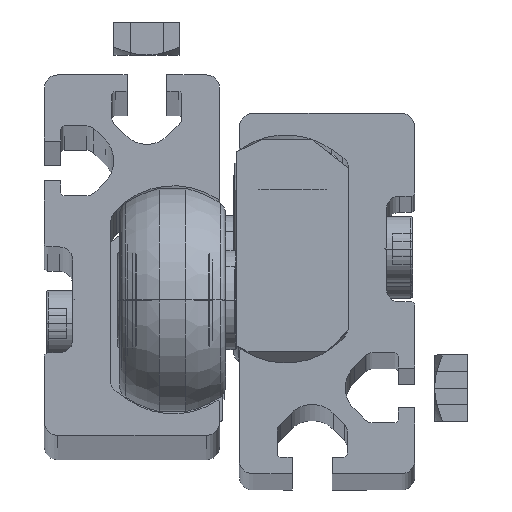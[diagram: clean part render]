
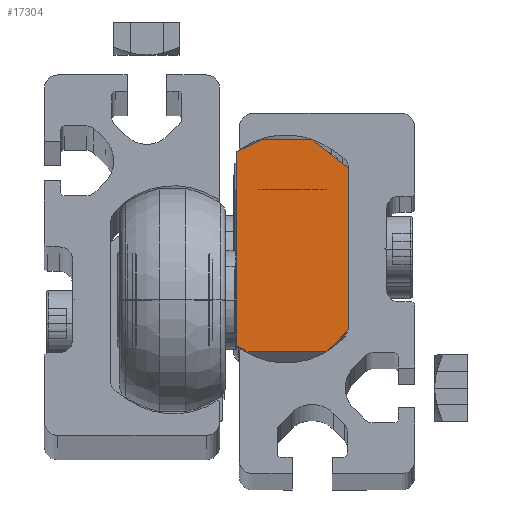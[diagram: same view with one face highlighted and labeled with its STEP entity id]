
A CAD part, top view. The second image highlights one B-rep face of the part: STEP entity #17304.
In plain terms, the highlighted face is planar.
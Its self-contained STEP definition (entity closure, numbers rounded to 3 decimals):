
#406 = DIRECTION ( 'NONE',  ( 0., 0., -1. ) ) ;
#816 = VERTEX_POINT ( 'NONE', #16396 ) ;
#1098 = DIRECTION ( 'NONE',  ( -1., 0., 0. ) ) ;
#1241 = ORIENTED_EDGE ( 'NONE', *, *, #13373, .T. ) ;
#1360 = ORIENTED_EDGE ( 'NONE', *, *, #6061, .T. ) ;
#1602 = LINE ( 'NONE', #8216, #3386 ) ;
#1657 = EDGE_CURVE ( 'NONE', #15328, #14381, #18619, .T. ) ;
#1908 = EDGE_CURVE ( 'NONE', #5961, #816, #9848, .T. ) ;
#2125 = CARTESIAN_POINT ( 'NONE',  ( -19., -15.5, 5.2 ) ) ;
#2672 = EDGE_LOOP ( 'NONE', ( #1241, #7589, #3297, #6382, #18339, #3582, #2759, #1360 ) ) ;
#2759 = ORIENTED_EDGE ( 'NONE', *, *, #20298, .F. ) ;
#3080 = VECTOR ( 'NONE', #19526, 1000. ) ;
#3297 = ORIENTED_EDGE ( 'NONE', *, *, #10705, .T. ) ;
#3386 = VECTOR ( 'NONE', #5227, 1000. ) ;
#3582 = ORIENTED_EDGE ( 'NONE', *, *, #1908, .F. ) ;
#3828 = LINE ( 'NONE', #19929, #3080 ) ;
#3934 = CARTESIAN_POINT ( 'NONE',  ( -19., -15.5, 5.2 ) ) ;
#4159 = CARTESIAN_POINT ( 'NONE',  ( -19., 14.681, -8.5 ) ) ;
#5227 = DIRECTION ( 'NONE',  ( 0., -0.423, -0.906 ) ) ;
#5520 = VECTOR ( 'NONE', #406, 1000. ) ;
#5961 = VERTEX_POINT ( 'NONE', #2125 ) ;
#6061 = EDGE_CURVE ( 'NONE', #20071, #11399, #18354, .T. ) ;
#6382 = ORIENTED_EDGE ( 'NONE', *, *, #1657, .T. ) ;
#6752 = CARTESIAN_POINT ( 'NONE',  ( -19., 16.5, -4.6 ) ) ;
#7210 = DIRECTION ( 'NONE',  ( 0., -0.707, -0.707 ) ) ;
#7246 = DIRECTION ( 'NONE',  ( 0., 0.616, -0.788 ) ) ;
#7589 = ORIENTED_EDGE ( 'NONE', *, *, #7864, .F. ) ;
#7864 = EDGE_CURVE ( 'NONE', #8274, #18799, #12693, .T. ) ;
#8216 = CARTESIAN_POINT ( 'NONE',  ( -19., 16.5, -4.6 ) ) ;
#8274 = VERTEX_POINT ( 'NONE', #19017 ) ;
#8370 = LINE ( 'NONE', #8578, #12407 ) ;
#8514 = CARTESIAN_POINT ( 'NONE',  ( -19., 12.203, 8.5 ) ) ;
#8578 = CARTESIAN_POINT ( 'NONE',  ( -19., -12.2, 8.5 ) ) ;
#8659 = AXIS2_PLACEMENT_3D ( 'NONE', #16668, #1098, #13562 ) ;
#9236 = DIRECTION ( 'NONE',  ( 0., -1., 0. ) ) ;
#9579 = EDGE_CURVE ( 'NONE', #14381, #816, #3828, .T. ) ;
#9848 = LINE ( 'NONE', #3934, #5520 ) ;
#10583 = CARTESIAN_POINT ( 'NONE',  ( -19., 16.5, 3. ) ) ;
#10638 = DIRECTION ( 'NONE',  ( 0., 1., 0. ) ) ;
#10705 = EDGE_CURVE ( 'NONE', #8274, #15328, #1602, .T. ) ;
#10794 = CARTESIAN_POINT ( 'NONE',  ( -19., -14.661, -8.5 ) ) ;
#11399 = VERTEX_POINT ( 'NONE', #19197 ) ;
#11913 = FACE_OUTER_BOUND ( 'NONE', #2672, .T. ) ;
#12407 = VECTOR ( 'NONE', #7210, 1000. ) ;
#12693 = LINE ( 'NONE', #6752, #14070 ) ;
#13373 = EDGE_CURVE ( 'NONE', #11399, #18799, #18208, .T. ) ;
#13562 = DIRECTION ( 'NONE',  ( 0., 0., 1. ) ) ;
#14070 = VECTOR ( 'NONE', #15912, 1000. ) ;
#14381 = VERTEX_POINT ( 'NONE', #10794 ) ;
#14492 = VECTOR ( 'NONE', #9236, 1000. ) ;
#15129 = VECTOR ( 'NONE', #10638, 1000. ) ;
#15328 = VERTEX_POINT ( 'NONE', #16116 ) ;
#15912 = DIRECTION ( 'NONE',  ( 0., 0., 1. ) ) ;
#16116 = CARTESIAN_POINT ( 'NONE',  ( -19., 14.681, -8.5 ) ) ;
#16396 = CARTESIAN_POINT ( 'NONE',  ( -19., -15.5, -6.7 ) ) ;
#16668 = CARTESIAN_POINT ( 'NONE',  ( -19., 1.5, 22.2 ) ) ;
#17085 = CARTESIAN_POINT ( 'NONE',  ( -19., -12.2, 8.5 ) ) ;
#17304 = ADVANCED_FACE ( 'NONE', ( #11913 ), #18260, .T. ) ;
#18196 = VECTOR ( 'NONE', #7246, 1000. ) ;
#18208 = LINE ( 'NONE', #8514, #18196 ) ;
#18260 = PLANE ( 'NONE',  #8659 ) ;
#18339 = ORIENTED_EDGE ( 'NONE', *, *, #9579, .T. ) ;
#18354 = LINE ( 'NONE', #17085, #15129 ) ;
#18619 = LINE ( 'NONE', #4159, #14492 ) ;
#18799 = VERTEX_POINT ( 'NONE', #10583 ) ;
#19017 = CARTESIAN_POINT ( 'NONE',  ( -19., 16.5, -4.6 ) ) ;
#19197 = CARTESIAN_POINT ( 'NONE',  ( -19., 12.203, 8.5 ) ) ;
#19408 = CARTESIAN_POINT ( 'NONE',  ( -19., -12.2, 8.5 ) ) ;
#19526 = DIRECTION ( 'NONE',  ( 0., -0.423, 0.906 ) ) ;
#19929 = CARTESIAN_POINT ( 'NONE',  ( -19., -14.661, -8.5 ) ) ;
#20071 = VERTEX_POINT ( 'NONE', #19408 ) ;
#20298 = EDGE_CURVE ( 'NONE', #20071, #5961, #8370, .T. ) ;
